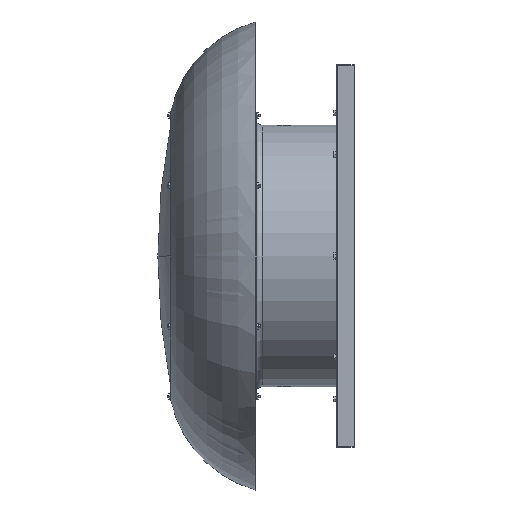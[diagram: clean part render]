
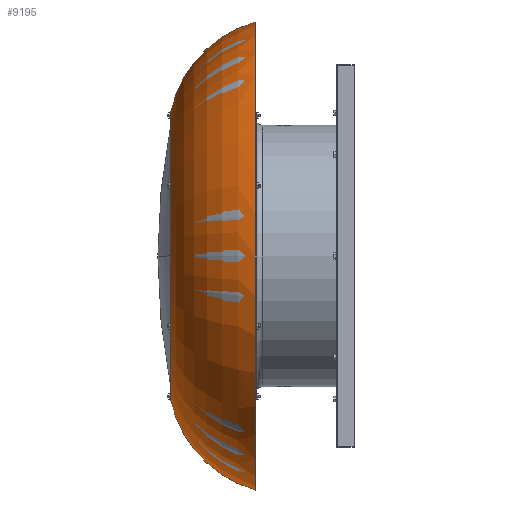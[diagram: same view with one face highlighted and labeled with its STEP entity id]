
A CAD part, left-side view. The second image highlights one B-rep face of the part: STEP entity #9195.
In plain terms, the highlighted toroidal (fillet/blend) face has major radius 280.373 mm and minor radius 281.5 mm.
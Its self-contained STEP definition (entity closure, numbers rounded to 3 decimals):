
#939 = VERTEX_POINT ( 'NONE', #13910 ) ;
#1510 = VERTEX_POINT ( 'NONE', #13878 ) ;
#1958 = VERTEX_POINT ( 'NONE', #13964 ) ;
#2509 = VERTEX_POINT ( 'NONE', #13952 ) ;
#3228 = EDGE_CURVE ( 'NONE', #1958, #939, #13934, .T. ) ;
#3457 = EDGE_CURVE ( 'NONE', #2509, #1510, #14003, .T. ) ;
#9130 = EDGE_CURVE ( 'NONE', #1958, #2509, #19626, .T. ) ;
#9195 = ADVANCED_FACE ( 'NONE', ( #19710 ), #19709, .T. ) ;
#9196 = EDGE_LOOP ( 'NONE', ( #9305, #9308, #9310, #9234 ) ) ;
#9234 = ORIENTED_EDGE ( 'NONE', *, *, #9236, .F. ) ;
#9236 = EDGE_CURVE ( 'NONE', #939, #1510, #19773, .T. ) ;
#9305 = ORIENTED_EDGE ( 'NONE', *, *, #3228, .F. ) ;
#9308 = ORIENTED_EDGE ( 'NONE', *, *, #9130, .T. ) ;
#9310 = ORIENTED_EDGE ( 'NONE', *, *, #3457, .T. ) ;
#13878 = CARTESIAN_POINT ( 'NONE',  ( 0., 192.804, -551.444 ) ) ;
#13910 = CARTESIAN_POINT ( 'NONE',  ( 0., 192.804, 551.444 ) ) ;
#13929 = DIRECTION ( 'NONE',  ( 0., 0., -1. ) ) ;
#13930 = DIRECTION ( 'NONE',  ( 1., 0., 0. ) ) ;
#13931 = CARTESIAN_POINT ( 'NONE',  ( 0., 116.894, 280.373 ) ) ;
#13932 = AXIS2_PLACEMENT_3D ( 'NONE', #13931, #13930, #13929 ) ;
#13934 = CIRCLE ( 'NONE', #13932, 281.5 ) ;
#13952 = CARTESIAN_POINT ( 'NONE',  ( 0., 392.4, -338.156 ) ) ;
#13964 = CARTESIAN_POINT ( 'NONE',  ( 0., 392.4, 338.156 ) ) ;
#13997 = DIRECTION ( 'NONE',  ( 0., 0., 1. ) ) ;
#13998 = DIRECTION ( 'NONE',  ( -1., 0., 0. ) ) ;
#13999 = CARTESIAN_POINT ( 'NONE',  ( 0., 116.894, -280.373 ) ) ;
#14001 = AXIS2_PLACEMENT_3D ( 'NONE', #13999, #13998, #13997 ) ;
#14003 = CIRCLE ( 'NONE', #14001, 281.5 ) ;
#19622 = DIRECTION ( 'NONE',  ( 0., 0., -1. ) ) ;
#19623 = DIRECTION ( 'NONE',  ( 0., -1., 0. ) ) ;
#19624 = CARTESIAN_POINT ( 'NONE',  ( 0., 392.4, 0. ) ) ;
#19625 = AXIS2_PLACEMENT_3D ( 'NONE', #19624, #19623, #19622 ) ;
#19626 = CIRCLE ( 'NONE', #19625, 338.156 ) ;
#19705 = DIRECTION ( 'NONE',  ( 0., 0., -1. ) ) ;
#19706 = DIRECTION ( 'NONE',  ( 0., -1., 0. ) ) ;
#19707 = CARTESIAN_POINT ( 'NONE',  ( 0., 116.894, 0. ) ) ;
#19708 = AXIS2_PLACEMENT_3D ( 'NONE', #19707, #19706, #19705 ) ;
#19709 = TOROIDAL_SURFACE ( 'NONE', #19708, 280.373, 281.5 ) ;
#19710 = FACE_OUTER_BOUND ( 'NONE', #9196, .T. ) ;
#19769 = DIRECTION ( 'NONE',  ( 0., 0., -1. ) ) ;
#19770 = DIRECTION ( 'NONE',  ( 0., -1., 0. ) ) ;
#19771 = CARTESIAN_POINT ( 'NONE',  ( 0., 192.804, 0. ) ) ;
#19772 = AXIS2_PLACEMENT_3D ( 'NONE', #19771, #19770, #19769 ) ;
#19773 = CIRCLE ( 'NONE', #19772, 551.444 ) ;
